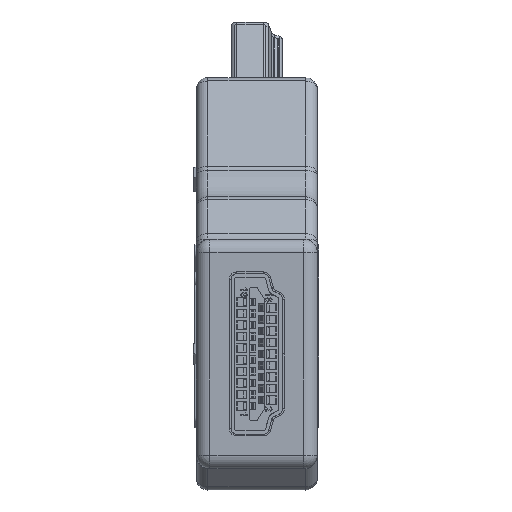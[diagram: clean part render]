
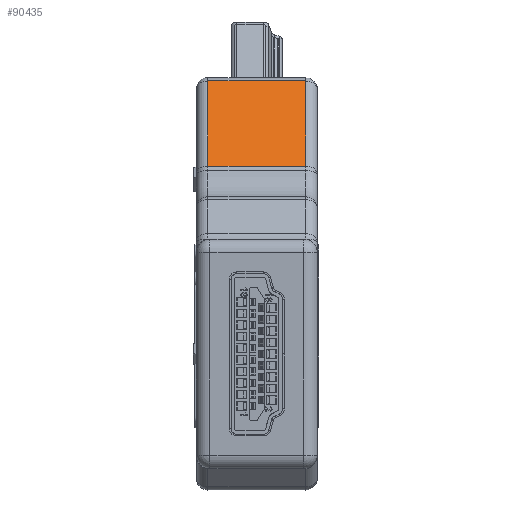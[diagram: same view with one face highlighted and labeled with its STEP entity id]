
A CAD part, left-side view. The second image highlights one B-rep face of the part: STEP entity #90435.
In plain terms, the highlighted face is planar.
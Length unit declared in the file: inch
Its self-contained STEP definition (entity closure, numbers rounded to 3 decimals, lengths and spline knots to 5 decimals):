
#10966 = FACE_OUTER_BOUND ( 'NONE', #57195, .T. ) ;
#20840 = CARTESIAN_POINT ( 'NONE',  ( 0.39173, 0.20669, 0.45018 ) ) ;
#20848 = CARTESIAN_POINT ( 'NONE',  ( 0.39173, 0.16669, 0. ) ) ;
#20851 = DIRECTION ( 'NONE',  ( 0., 0., 1. ) ) ;
#20852 = DIRECTION ( 'NONE',  ( 0., -1., 0. ) ) ;
#20856 = CARTESIAN_POINT ( 'NONE',  ( 0.39173, -0.16669, 0. ) ) ;
#20858 = DIRECTION ( 'NONE',  ( 0., 0., -1. ) ) ;
#20860 = CARTESIAN_POINT ( 'NONE',  ( 0.39173, 0.20669, 0.04 ) ) ;
#20863 = DIRECTION ( 'NONE',  ( 0., 1., 0. ) ) ;
#23993 = AXIS2_PLACEMENT_3D ( 'NONE', #81894, #79284, #79286 ) ;
#25797 = CARTESIAN_POINT ( 'NONE',  ( 0.39173, -0.16669, 0.04 ) ) ;
#25801 = CARTESIAN_POINT ( 'NONE',  ( 0.39173, -0.16669, 0.45018 ) ) ;
#25803 = CARTESIAN_POINT ( 'NONE',  ( 0.39173, 0.16669, 0.45018 ) ) ;
#25804 = CARTESIAN_POINT ( 'NONE',  ( 0.39173, 0.16669, 0.04 ) ) ;
#26685 = LINE ( 'NONE', #20840, #26694 ) ;
#26689 = LINE ( 'NONE', #20848, #26692 ) ;
#26692 = VECTOR ( 'NONE', #20851, 39.37008 ) ;
#26693 = LINE ( 'NONE', #20856, #26696 ) ;
#26694 = VECTOR ( 'NONE', #20852, 39.37008 ) ;
#26695 = LINE ( 'NONE', #20860, #26698 ) ;
#26696 = VECTOR ( 'NONE', #20858, 39.37008 ) ;
#26698 = VECTOR ( 'NONE', #20863, 39.37008 ) ;
#36696 = VERTEX_POINT ( 'NONE', #25797 ) ;
#36698 = VERTEX_POINT ( 'NONE', #25801 ) ;
#36708 = VERTEX_POINT ( 'NONE', #25803 ) ;
#36710 = VERTEX_POINT ( 'NONE', #25804 ) ;
#54334 = EDGE_CURVE ( 'NONE', #36710, #36708, #26689, .T. ) ;
#54335 = EDGE_CURVE ( 'NONE', #36708, #36698, #26685, .T. ) ;
#54337 = EDGE_CURVE ( 'NONE', #36698, #36696, #26693, .T. ) ;
#54338 = EDGE_CURVE ( 'NONE', #36696, #36710, #26695, .T. ) ;
#57195 = EDGE_LOOP ( 'NONE', ( #73776, #73817, #73770, #65908 ) ) ;
#65908 = ORIENTED_EDGE ( 'NONE', *, *, #54338, .T. ) ;
#73770 = ORIENTED_EDGE ( 'NONE', *, *, #54337, .T. ) ;
#73776 = ORIENTED_EDGE ( 'NONE', *, *, #54334, .T. ) ;
#73817 = ORIENTED_EDGE ( 'NONE', *, *, #54335, .T. ) ;
#79284 = DIRECTION ( 'NONE',  ( -1., 0., 0. ) ) ;
#79286 = DIRECTION ( 'NONE',  ( 0., 0., 1. ) ) ;
#81894 = CARTESIAN_POINT ( 'NONE',  ( 0.39173, 0.20669, 0. ) ) ;
#81902 = PLANE ( 'NONE',  #23993 ) ;
#90435 = ADVANCED_FACE ( 'NONE', ( #10966 ), #81902, .F. ) ;
